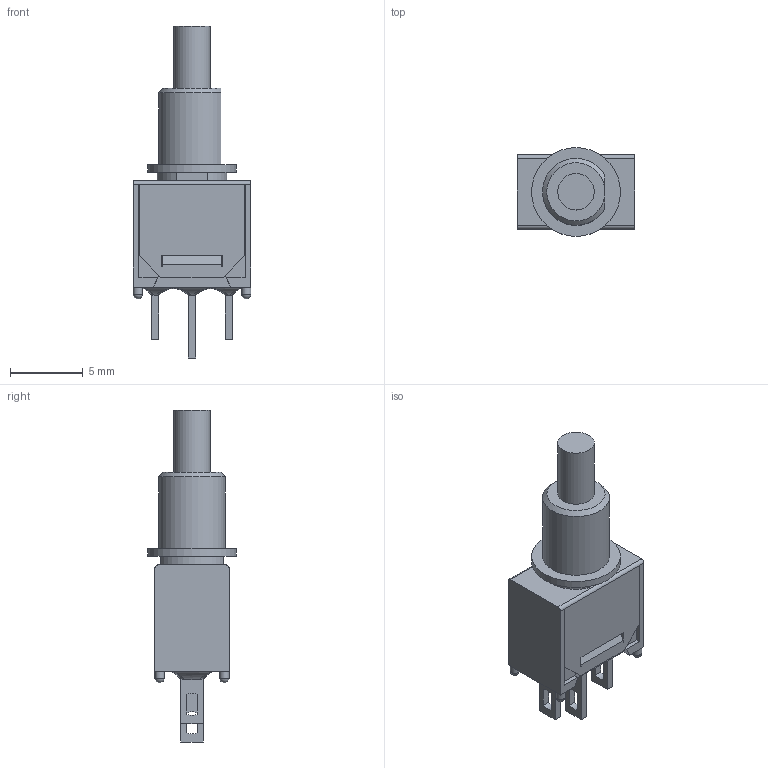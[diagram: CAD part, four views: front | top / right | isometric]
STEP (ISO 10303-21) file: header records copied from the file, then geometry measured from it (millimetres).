
FILE_DESCRIPTION((' '),'2;1');
FILE_NAME('800CSP1B5M1xE.stp','2017-08-02T10:47:58',(' '),(' '),' ','ACIS',' ');
FILE_SCHEMA(('CONFIG_CONTROL_DESIGN'));
Length unit declared in the file: inch
Products named in the file (1): 800CSP1B5M1xE.stp
Bounding box: 8.1 x 6.1 x 22.81 mm (x, y, z)
Volume: 301.5 mm3; surface area: 678.2 mm2
Topology: 1 solids, 2 shells, 136 faces, 365 edges, 232 vertices
Faces by surface type: plane 100, cylinder 23, bspline 8, sphere 4, cone 1
Full cylindrical faces by diameter (mm): 0.65 x4, 2.5 x1, 6.1 x1
Entity records: 4660 total; most frequent: CARTESIAN_POINT 1289, ORIENTED_EDGE 698, DIRECTION 615, EDGE_CURVE 349, VECTOR 263, LINE 263, VERTEX_POINT 226, AXIS2_PLACEMENT_3D 176
